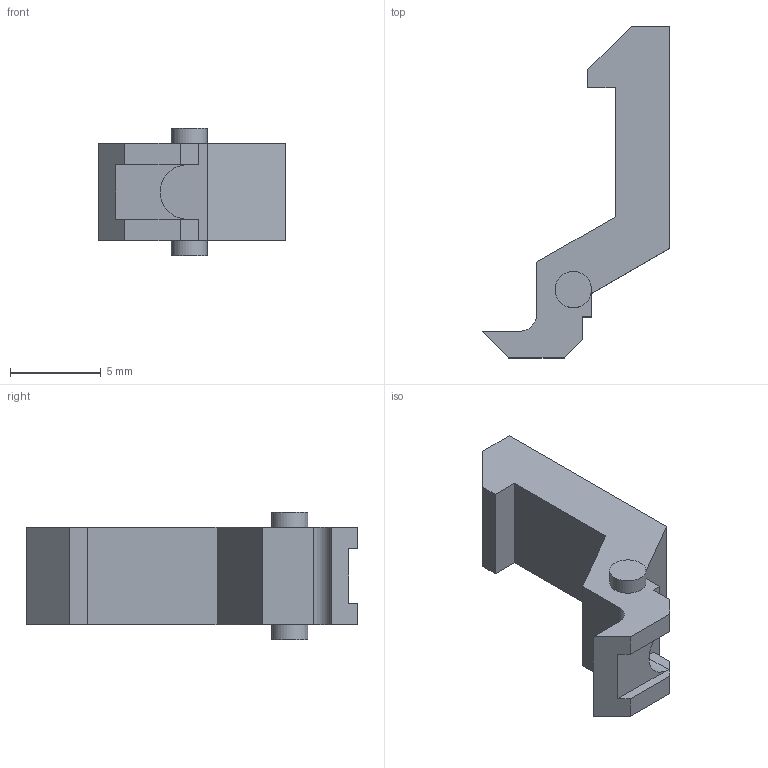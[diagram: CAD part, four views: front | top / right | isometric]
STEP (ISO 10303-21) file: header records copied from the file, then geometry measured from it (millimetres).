
FILE_DESCRIPTION(/* description */ (''),/* implementation_level */ '2;1');
FILE_NAME(/* name */ '100102315ugm000_b.stp',/* time_stamp */ '2015-06-25T09:34:47+02:00',/* author */ (''),/* organization */ (''),/* preprocessor_version */ 'ST-DEVELOPER v15',/* originating_system */ 'SIEMENS PLM Software NX 8.5',/* authorisation */ '');
FILE_SCHEMA (('AUTOMOTIVE_DESIGN { 1 0 10303 214 3 1 1 1 }'));
Length unit declared in the file: millimetre
Products named in the file (1): 100102315ugm000_b
Bounding box: 10.3 x 18.25 x 7 mm (x, y, z)
Volume: 345.6 mm3; surface area: 435.6 mm2
Topology: 1 solids, 1 shells, 30 faces, 78 edges, 53 vertices
Faces by surface type: plane 26, cylinder 4
Full cylindrical faces by diameter (mm): 2 x2
Entity records: 942 total; most frequent: CARTESIAN_POINT 160, ORIENTED_EDGE 152, DIRECTION 146, EDGE_CURVE 76, LINE 68, VECTOR 68, VERTEX_POINT 52, AXIS2_PLACEMENT_3D 39
